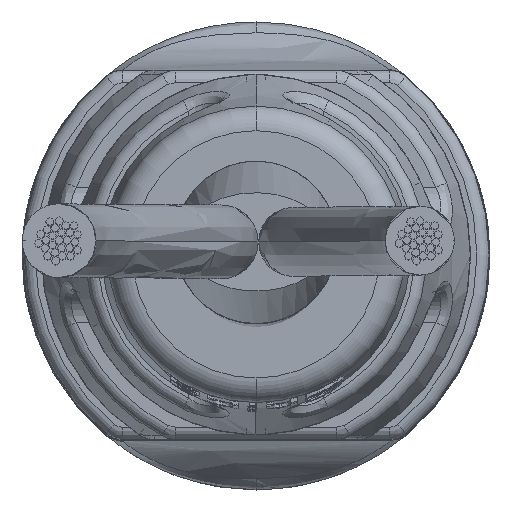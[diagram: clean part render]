
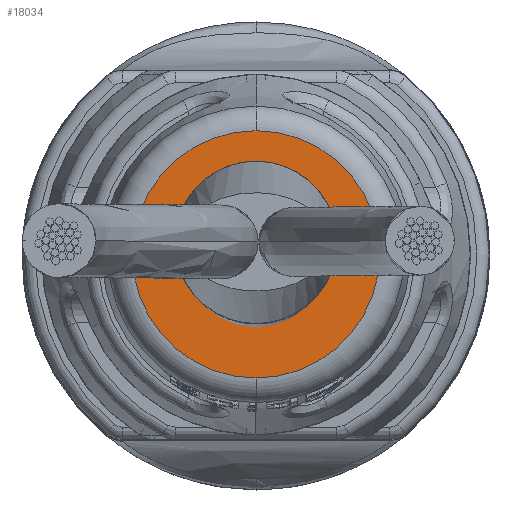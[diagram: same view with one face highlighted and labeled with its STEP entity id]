
A CAD part, top view. The second image highlights one B-rep face of the part: STEP entity #18034.
In plain terms, the highlighted face is planar.
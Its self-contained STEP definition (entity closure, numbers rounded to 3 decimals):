
#28 = DIRECTION ( 'NONE',  ( 1., 0., 0. ) ) ;
#2429 = EDGE_CURVE ( 'NONE', #23776, #13094, #24163, .T. ) ;
#3540 = DIRECTION ( 'NONE',  ( 0., 1., 0. ) ) ;
#5958 = EDGE_CURVE ( 'NONE', #13094, #23776, #23888, .T. ) ;
#9079 = CARTESIAN_POINT ( 'NONE',  ( 25., 0., 0. ) ) ;
#10100 = CARTESIAN_POINT ( 'NONE',  ( 25., 0., 0. ) ) ;
#12212 = ORIENTED_EDGE ( 'NONE', *, *, #5958, .T. ) ;
#12903 = CARTESIAN_POINT ( 'NONE',  ( 25., 3., 0. ) ) ;
#13094 = VERTEX_POINT ( 'NONE', #13262 ) ;
#13262 = CARTESIAN_POINT ( 'NONE',  ( 25., -2.512, 0. ) ) ;
#14625 = AXIS2_PLACEMENT_3D ( 'NONE', #9079, #21530, #3540 ) ;
#15352 = CARTESIAN_POINT ( 'NONE',  ( 25., 2.512, 0. ) ) ;
#17763 = DIRECTION ( 'NONE',  ( 0., 1., 0. ) ) ;
#18034 = ADVANCED_FACE ( 'NONE', ( #22959 ), #23471, .T. ) ;
#18358 = EDGE_LOOP ( 'NONE', ( #22277, #12212 ) ) ;
#19069 = AXIS2_PLACEMENT_3D ( 'NONE', #12903, #21238, #25436 ) ;
#19953 = AXIS2_PLACEMENT_3D ( 'NONE', #10100, #28, #17763 ) ;
#21238 = DIRECTION ( 'NONE',  ( 1., 0., 0. ) ) ;
#21530 = DIRECTION ( 'NONE',  ( 1., 0., 0. ) ) ;
#22277 = ORIENTED_EDGE ( 'NONE', *, *, #2429, .T. ) ;
#22959 = FACE_OUTER_BOUND ( 'NONE', #18358, .T. ) ;
#23471 = PLANE ( 'NONE',  #19069 ) ;
#23776 = VERTEX_POINT ( 'NONE', #15352 ) ;
#23888 = CIRCLE ( 'NONE', #14625, 2.512 ) ;
#24163 = CIRCLE ( 'NONE', #19953, 2.512 ) ;
#25436 = DIRECTION ( 'NONE',  ( 0., 1., 0. ) ) ;
